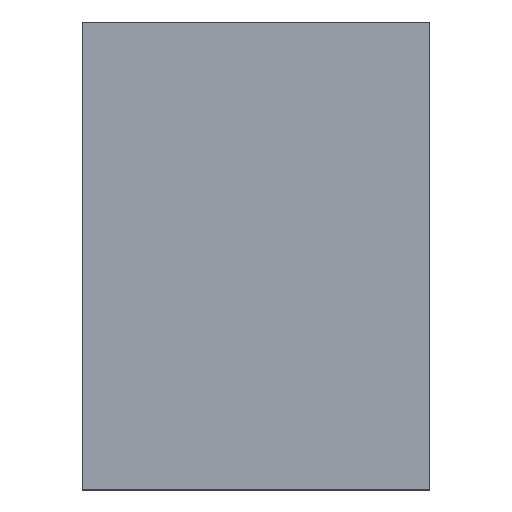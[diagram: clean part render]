
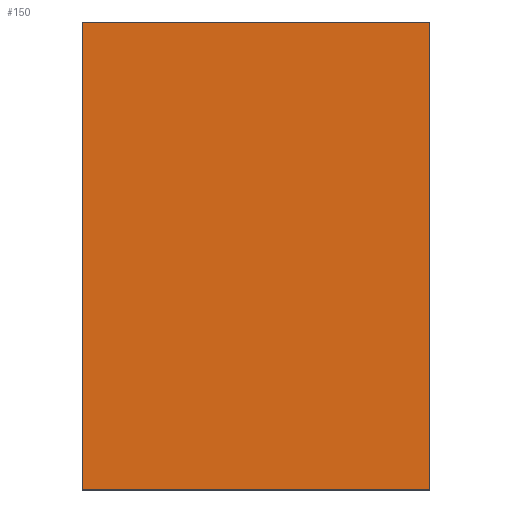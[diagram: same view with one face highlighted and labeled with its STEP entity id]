
A CAD part, left-side view. The second image highlights one B-rep face of the part: STEP entity #150.
In plain terms, the highlighted planar face has unit normal (-1, 0, 0).
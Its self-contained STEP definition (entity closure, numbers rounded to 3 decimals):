
#9 = CARTESIAN_POINT ( 'NONE',  ( -255., 0., 175. ) ) ;
#11 = ORIENTED_EDGE ( 'NONE', *, *, #163, .T. ) ;
#16 = EDGE_CURVE ( 'NONE', #52, #104, #68, .T. ) ;
#23 = DIRECTION ( 'NONE',  ( 0., -1., 0. ) ) ;
#24 = DIRECTION ( 'NONE',  ( 1., 0., 0. ) ) ;
#25 = CARTESIAN_POINT ( 'NONE',  ( -255., 0., -175. ) ) ;
#34 = CARTESIAN_POINT ( 'NONE',  ( -255., 260., 175. ) ) ;
#47 = AXIS2_PLACEMENT_3D ( 'NONE', #145, #24, #94 ) ;
#51 = ORIENTED_EDGE ( 'NONE', *, *, #82, .T. ) ;
#52 = VERTEX_POINT ( 'NONE', #58 ) ;
#54 = VERTEX_POINT ( 'NONE', #9 ) ;
#58 = CARTESIAN_POINT ( 'NONE',  ( -255., 260., -175. ) ) ;
#60 = CARTESIAN_POINT ( 'NONE',  ( -255., 260., -175. ) ) ;
#68 = LINE ( 'NONE', #34, #91 ) ;
#78 = DIRECTION ( 'NONE',  ( 0., 0., 1. ) ) ;
#82 = EDGE_CURVE ( 'NONE', #162, #54, #127, .T. ) ;
#91 = VECTOR ( 'NONE', #137, 1000. ) ;
#94 = DIRECTION ( 'NONE',  ( 0., 0., -1. ) ) ;
#97 = LINE ( 'NONE', #111, #129 ) ;
#99 = EDGE_CURVE ( 'NONE', #104, #54, #97, .T. ) ;
#104 = VERTEX_POINT ( 'NONE', #208 ) ;
#111 = CARTESIAN_POINT ( 'NONE',  ( -255., 260., 175. ) ) ;
#113 = VECTOR ( 'NONE', #23, 1000. ) ;
#127 = LINE ( 'NONE', #202, #141 ) ;
#129 = VECTOR ( 'NONE', #189, 1000. ) ;
#132 = EDGE_LOOP ( 'NONE', ( #51, #165, #181, #11 ) ) ;
#137 = DIRECTION ( 'NONE',  ( 0., 0., 1. ) ) ;
#141 = VECTOR ( 'NONE', #78, 1000. ) ;
#145 = CARTESIAN_POINT ( 'NONE',  ( -255., 260., 175. ) ) ;
#150 = ADVANCED_FACE ( 'NONE', ( #206 ), #177, .F. ) ;
#158 = LINE ( 'NONE', #60, #113 ) ;
#162 = VERTEX_POINT ( 'NONE', #25 ) ;
#163 = EDGE_CURVE ( 'NONE', #52, #162, #158, .T. ) ;
#165 = ORIENTED_EDGE ( 'NONE', *, *, #99, .F. ) ;
#177 = PLANE ( 'NONE',  #47 ) ;
#181 = ORIENTED_EDGE ( 'NONE', *, *, #16, .F. ) ;
#189 = DIRECTION ( 'NONE',  ( 0., -1., 0. ) ) ;
#202 = CARTESIAN_POINT ( 'NONE',  ( -255., 0., 175. ) ) ;
#206 = FACE_OUTER_BOUND ( 'NONE', #132, .T. ) ;
#208 = CARTESIAN_POINT ( 'NONE',  ( -255., 260., 175. ) ) ;
